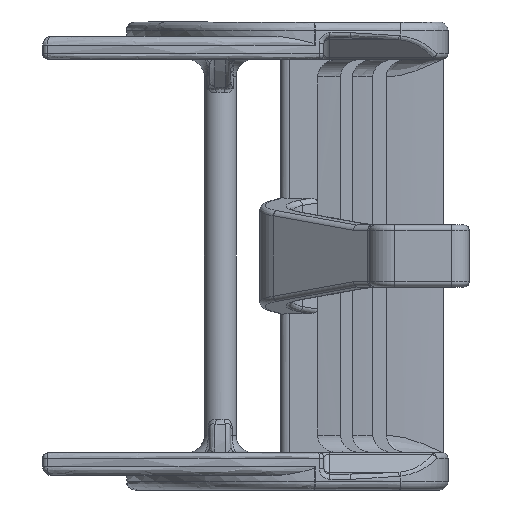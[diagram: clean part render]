
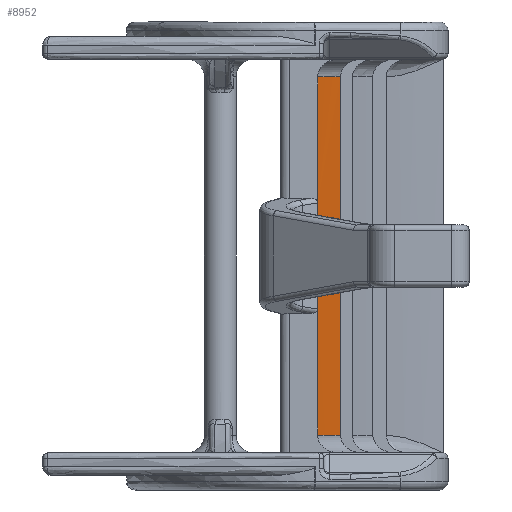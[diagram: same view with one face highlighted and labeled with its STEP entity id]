
A CAD part, front view. The second image highlights one B-rep face of the part: STEP entity #8952.
In plain terms, the highlighted cylindrical face has radius 67.513 mm (diameter 135.025 mm), a partial arc.
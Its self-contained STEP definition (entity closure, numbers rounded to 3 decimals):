
#115 = AXIS2_PLACEMENT_3D ( 'NONE', #3181, #3182, #3180 ) ;
#1025 = ORIENTED_EDGE ( 'NONE', *, *, #4484, .T. ) ;
#1107 = ORIENTED_EDGE ( 'NONE', *, *, #4483, .T. ) ;
#1122 = ORIENTED_EDGE ( 'NONE', *, *, #4487, .T. ) ;
#1139 = ORIENTED_EDGE ( 'NONE', *, *, #4485, .T. ) ;
#1146 = ORIENTED_EDGE ( 'NONE', *, *, #4488, .T. ) ;
#3180 = DIRECTION ( 'NONE',  ( -1., 0., 0. ) ) ;
#3181 = CARTESIAN_POINT ( 'NONE',  ( 53.074, 10.503, 26.401 ) ) ;
#3182 = DIRECTION ( 'NONE',  ( 0., 0., -1. ) ) ;
#3753 = VERTEX_POINT ( 'NONE', #7411 ) ;
#3765 = VERTEX_POINT ( 'NONE', #7377 ) ;
#3767 = VERTEX_POINT ( 'NONE', #7371 ) ;
#3768 = VERTEX_POINT ( 'NONE', #7370 ) ;
#3769 = VERTEX_POINT ( 'NONE', #7368 ) ;
#3770 = VERTEX_POINT ( 'NONE', #8005 ) ;
#4100 = AXIS2_PLACEMENT_3D ( 'NONE', #10423, #10425, #10426 ) ;
#4101 = AXIS2_PLACEMENT_3D ( 'NONE', #10481, #10453, #10340 ) ;
#4483 = EDGE_CURVE ( 'NONE', #3753, #3765, #6377, .T. ) ;
#4484 = EDGE_CURVE ( 'NONE', #3765, #3767, #6376, .T. ) ;
#4485 = EDGE_CURVE ( 'NONE', #3767, #3768, #6380, .T. ) ;
#4486 = EDGE_CURVE ( 'NONE', #3768, #3769, #6381, .T. ) ;
#4487 = EDGE_CURVE ( 'NONE', #3769, #3770, #6383, .T. ) ;
#4488 = EDGE_CURVE ( 'NONE', #3770, #3753, #6385, .T. ) ;
#6376 = CIRCLE ( 'NONE', #4101, 67.513 ) ;
#6377 = LINE ( 'NONE', #10471, #6379 ) ;
#6379 = VECTOR ( 'NONE', #10487, 1000. ) ;
#6380 = LINE ( 'NONE', #10462, #6382 ) ;
#6381 = LINE ( 'NONE', #10346, #6384 ) ;
#6382 = VECTOR ( 'NONE', #10478, 1000. ) ;
#6383 = LINE ( 'NONE', #10419, #6386 ) ;
#6384 = VECTOR ( 'NONE', #10417, 1000. ) ;
#6385 = CIRCLE ( 'NONE', #4100, 67.513 ) ;
#6386 = VECTOR ( 'NONE', #10421, 1000. ) ;
#6935 = FACE_OUTER_BOUND ( 'NONE', #8614, .T. ) ;
#6945 = CYLINDRICAL_SURFACE ( 'NONE', #115, 67.513 ) ;
#7368 = CARTESIAN_POINT ( 'NONE',  ( -4.353, 46., 10.202 ) ) ;
#7370 = CARTESIAN_POINT ( 'NONE',  ( -4.353, 46., 16.198 ) ) ;
#7371 = CARTESIAN_POINT ( 'NONE',  ( -4.353, 46., 23.3 ) ) ;
#7377 = CARTESIAN_POINT ( 'NONE',  ( -3.068, 48., 23.3 ) ) ;
#7411 = CARTESIAN_POINT ( 'NONE',  ( -3.068, 48., 3.1 ) ) ;
#8005 = CARTESIAN_POINT ( 'NONE',  ( -4.353, 46., 3.1 ) ) ;
#8614 = EDGE_LOOP ( 'NONE', ( #1107, #1025, #1139, #9197, #1122, #1146 ) ) ;
#8952 = ADVANCED_FACE ( 'NONE', ( #6935 ), #6945, .F. ) ;
#9197 = ORIENTED_EDGE ( 'NONE', *, *, #4486, .T. ) ;
#10340 = DIRECTION ( 'NONE',  ( -1., 0., 0. ) ) ;
#10346 = CARTESIAN_POINT ( 'NONE',  ( -4.353, 46., 16.45 ) ) ;
#10417 = DIRECTION ( 'NONE',  ( 0., 0., -1. ) ) ;
#10419 = CARTESIAN_POINT ( 'NONE',  ( -4.353, 46., 26.401 ) ) ;
#10421 = DIRECTION ( 'NONE',  ( 0., 0., -1. ) ) ;
#10423 = CARTESIAN_POINT ( 'NONE',  ( 53.074, 10.503, 3.1 ) ) ;
#10425 = DIRECTION ( 'NONE',  ( 0., 0., -1. ) ) ;
#10426 = DIRECTION ( 'NONE',  ( 1., 0., 0. ) ) ;
#10453 = DIRECTION ( 'NONE',  ( 0., 0., 1. ) ) ;
#10462 = CARTESIAN_POINT ( 'NONE',  ( -4.353, 46., 26.401 ) ) ;
#10471 = CARTESIAN_POINT ( 'NONE',  ( -3.068, 48., 26.401 ) ) ;
#10478 = DIRECTION ( 'NONE',  ( 0., 0., -1. ) ) ;
#10481 = CARTESIAN_POINT ( 'NONE',  ( 53.074, 10.503, 23.3 ) ) ;
#10487 = DIRECTION ( 'NONE',  ( 0., 0., 1. ) ) ;
